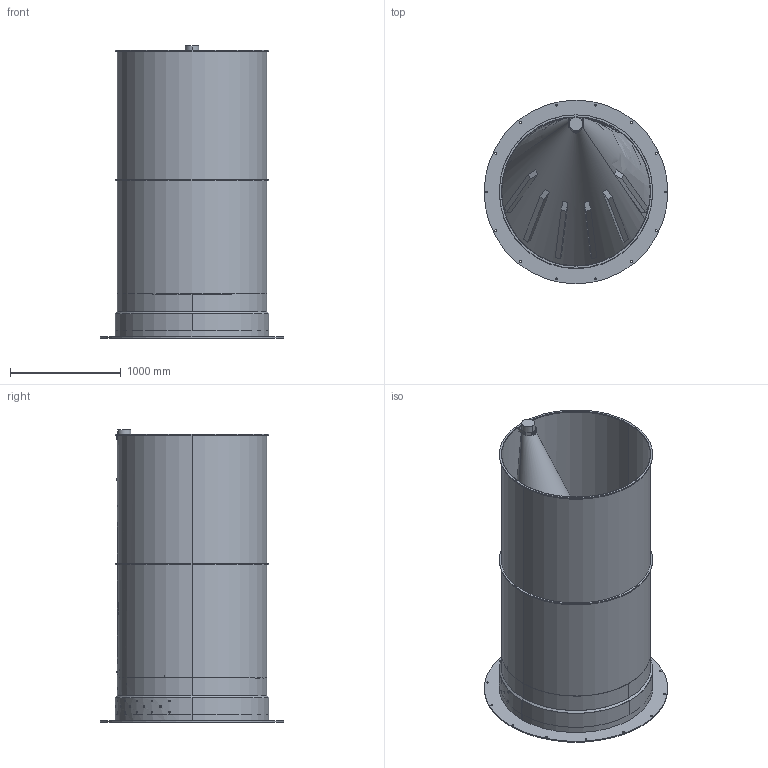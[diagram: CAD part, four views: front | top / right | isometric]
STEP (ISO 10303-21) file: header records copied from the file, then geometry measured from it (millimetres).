
FILE_DESCRIPTION (( 'STEP AP214' ), '1' );
FILE_NAME ('WS1385-FL.STEP', '2024-11-04T13:47:38', ( '' ), ( '' ), 'SwSTEP 2.0', 'SolidWorks 2023', '' );
FILE_SCHEMA (( 'AUTOMOTIVE_DESIGN' ));
Length unit declared in the file: millimetre
Products named in the file (16): WS1385-FL; 036236; 035279_4121385-1-316; 006421_4271385-75<As Machined>; 035718; 10480_DIN EN ISO 7040 - M12 - S; 10521_DIN EN 24014 - M12 x 150 x 150-S; 035762_4121385-316; Whale Tail collar_4321385; 10459_Båtbricka RBS 8.4x24x1.5 A4; 10521_DIN EN 24014 - M8 x 50 x 50-S; 10485_DIN EN ISO 7040 - M8 - S; 10557_EN ISO 10642 - M8 x 60 - 60S; 10556_EN ISO 10642 - M8 x 50 - 50S; 10459_Båtbricka 12.5x40x1,5 A4; 034275_fl1385-std
Assembly tree (34 placements, depth 3):
  WS1385-FL
    035762_4121385-316
      035279_4121385-1-316
      035718  x2
      036236
    006421_4271385-75<As Machined>
    Whale Tail collar_4321385
    034275_fl1385-std
    10557_EN ISO 10642 - M8 x 60 - 60S  x2
    10459_Båtbricka RBS 8.4x24x1.5 A4  x10
    10485_DIN EN ISO 7040 - M8 - S  x6
    10556_EN ISO 10642 - M8 x 50 - 50S
    10521_DIN EN 24014 - M8 x 50 x 50-S  x4
    10521_DIN EN 24014 - M12 x 150 x 150-S
    10459_Båtbricka 12.5x40x1,5 A4
    10480_DIN EN ISO 7040 - M12 - S
Bounding box: 1660 x 1660 x 2638 mm (x, y, z)
Volume: 198619391.8 mm3; surface area: 40587784.5 mm2
Topology: 40 solids, 40 shells, 2945 faces, 7350 edges, 4499 vertices
Faces by surface type: cone 1436, cylinder 954, plane 307, bspline 218, torus 30
Entity records: 114286 total; most frequent: CARTESIAN_POINT 74335, ORIENTED_EDGE 8392, DIRECTION 7992, EDGE_CURVE 4196, AXIS2_PLACEMENT_3D 3261, VERTEX_POINT 2606, EDGE_LOOP 1946, CIRCLE 1798
